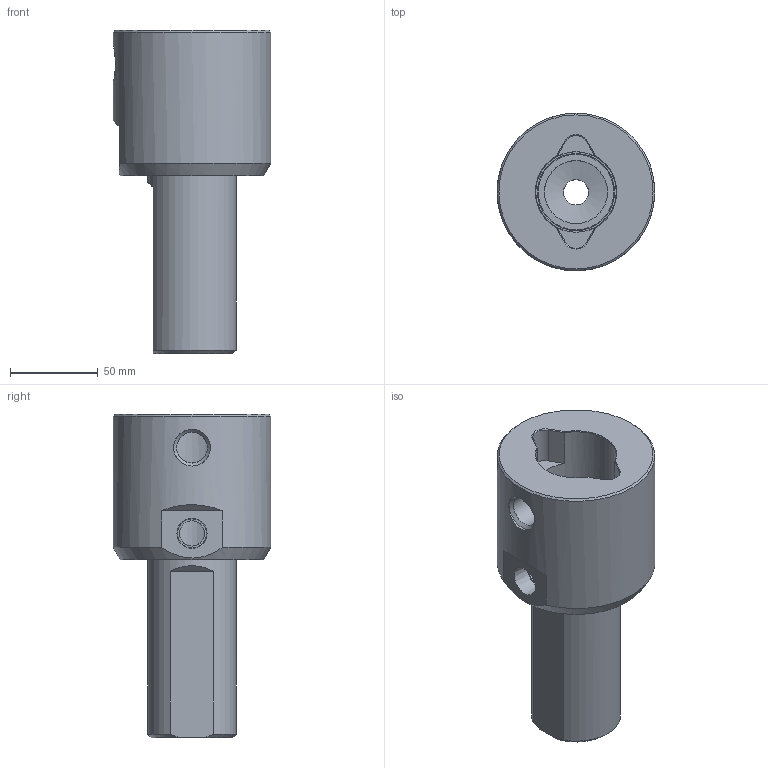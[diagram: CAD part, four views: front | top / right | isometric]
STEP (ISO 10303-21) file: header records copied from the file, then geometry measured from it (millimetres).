
FILE_DESCRIPTION (( 'STEP AP203' ), '1' );
FILE_NAME ('11.361.474.stp', '2018-08-02T13:39:27', ( '' ), ( '' ), 'SwSTEP 2.0', 'SolidWorks 2018', '' );
FILE_SCHEMA (( 'CONFIG_CONTROL_DESIGN' ));
Length unit declared in the file: millimetre
Products named in the file (1): 11.361.474
Bounding box: 90 x 90 x 184.6 mm (x, y, z)
Volume: 562975.1 mm3; surface area: 68816.1 mm2
Topology: 1 solids, 1 shells, 52 faces, 111 edges, 68 vertices
Faces by surface type: plane 23, cone 12, cylinder 12, torus 4, bspline 1
Full cylindrical faces by diameter (mm): 14.4 x2, 17.5 x1, 21 x1, 36 x1, 44 x1, 46 x1, 47 x1, 50.79 x1, 90 x1
Entity records: 2127 total; most frequent: CARTESIAN_POINT 1029, DIRECTION 217, ORIENTED_EDGE 170, AXIS2_PLACEMENT_3D 93, EDGE_LOOP 87, EDGE_CURVE 85, FACE_OUTER_BOUND 67, VERTEX_POINT 64
